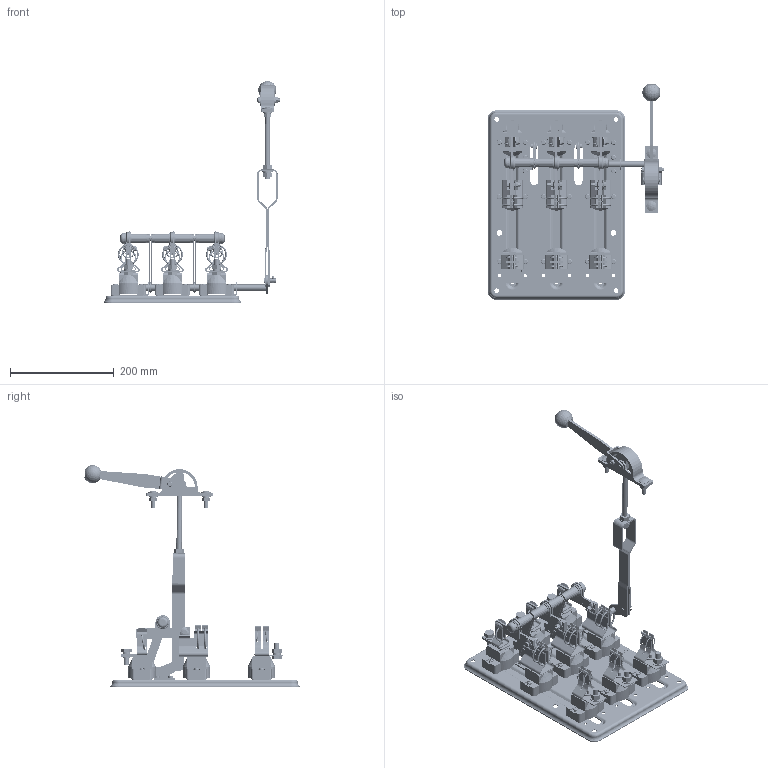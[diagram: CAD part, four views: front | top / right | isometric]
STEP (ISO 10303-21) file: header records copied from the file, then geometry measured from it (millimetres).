
FILE_DESCRIPTION (( 'STEP AP214' ), '1' );
FILE_NAME ('RP-2-2-250 Ðàçúåäèíèòåëü ÐÏÑ-2 250À Ï IEK.STEP', '2018-04-19T07:35:08', ( '' ), ( '' ), 'SwSTEP 2.0', 'SolidWorks 2014', '' );
FILE_SCHEMA (( 'AUTOMOTIVE_DESIGN' ));
Length unit declared in the file: millimetre
Products named in the file (1): RP-2-2-250 Ðàçúåäèíèòåëü ÐÏÑ-2 250À Ï IEK
Bounding box: 340.4 x 414.61 x 427.19 mm (x, y, z)
Volume: 1339262.7 mm3; surface area: 684119.7 mm2
Topology: 22 solids, 30 shells, 4215 faces, 11424 edges, 7435 vertices
Faces by surface type: plane 2744, cylinder 1275, torus 135, cone 38, sphere 15, bspline 8
Full cylindrical faces by diameter (mm): 4 x12, 5 x15, 5.2 x6, 5.3 x9, 6 x85, 6.1 x12, 6.2 x47, 6.5 x40, 7 x30, 8 x40, 8.2 x2, 8.4 x8, 9 x10, 9.5 x4, 9.6 x1, 9.8 x24, 10 x16, 10.3 x3, 10.5 x11, 11 x5, 11.3 x1, 12 x50, 12.2 x4, 12.5 x3, 13.6 x3, 17 x2, 19 x2, 20 x6, 20.869 x1, 21 x8
Entity records: 134914 total; most frequent: CARTESIAN_POINT 30982, ORIENTED_EDGE 21198, DIRECTION 21162, EDGE_CURVE 10599, AXIS2_PLACEMENT_3D 7180, VERTEX_POINT 7139, VECTOR 6802, LINE 6802
